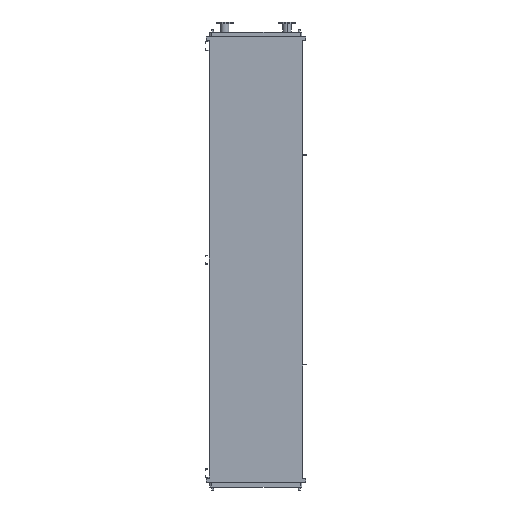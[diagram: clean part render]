
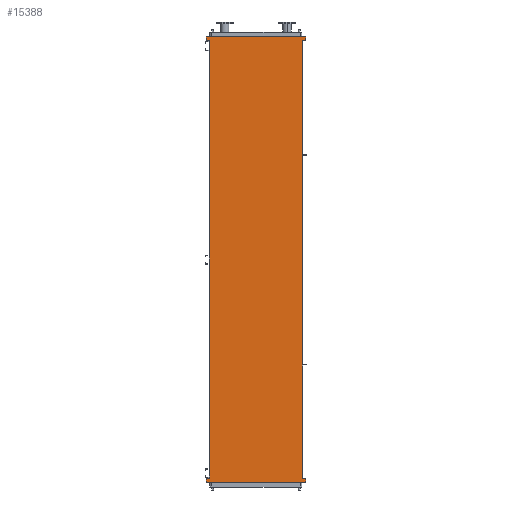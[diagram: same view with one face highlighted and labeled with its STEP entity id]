
A CAD part, front view. The second image highlights one B-rep face of the part: STEP entity #15388.
In plain terms, the highlighted planar face has unit normal (0, -1, 0).
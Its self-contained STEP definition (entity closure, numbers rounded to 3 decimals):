
#97 = VECTOR ( 'NONE', #9169, 1000. ) ;
#177 = VECTOR ( 'NONE', #892, 1000. ) ;
#361 = DIRECTION ( 'NONE',  ( 1., 0., 0. ) ) ;
#459 = EDGE_CURVE ( 'NONE', #10835, #12609, #3887, .T. ) ;
#486 = DIRECTION ( 'NONE',  ( 0., 0., -1. ) ) ;
#643 = CARTESIAN_POINT ( 'NONE',  ( -605., 0., -5650. ) ) ;
#892 = DIRECTION ( 'NONE',  ( 0., 0., 1. ) ) ;
#1010 = ORIENTED_EDGE ( 'NONE', *, *, #459, .F. ) ;
#1234 = LINE ( 'NONE', #7364, #1878 ) ;
#1736 = ORIENTED_EDGE ( 'NONE', *, *, #2939, .F. ) ;
#1742 = FACE_OUTER_BOUND ( 'NONE', #10207, .T. ) ;
#1790 = AXIS2_PLACEMENT_3D ( 'NONE', #643, #14725, #486 ) ;
#1878 = VECTOR ( 'NONE', #12114, 1000. ) ;
#2100 = CARTESIAN_POINT ( 'NONE',  ( -651., 0., 95. ) ) ;
#2685 = EDGE_CURVE ( 'NONE', #7694, #9293, #14682, .T. ) ;
#2712 = CARTESIAN_POINT ( 'NONE',  ( -651., 0., -5693. ) ) ;
#2939 = EDGE_CURVE ( 'NONE', #12707, #11215, #9915, .T. ) ;
#2976 = EDGE_CURVE ( 'NONE', #5782, #11215, #4232, .T. ) ;
#3162 = CARTESIAN_POINT ( 'NONE',  ( -651., 0., -5745. ) ) ;
#3210 = CARTESIAN_POINT ( 'NONE',  ( 605., 0., 43. ) ) ;
#3412 = CARTESIAN_POINT ( 'NONE',  ( 651., 0., -5693. ) ) ;
#3417 = LINE ( 'NONE', #3493, #13261 ) ;
#3451 = ORIENTED_EDGE ( 'NONE', *, *, #8886, .F. ) ;
#3493 = CARTESIAN_POINT ( 'NONE',  ( -605., 0., -5650. ) ) ;
#3887 = LINE ( 'NONE', #12360, #9290 ) ;
#4232 = LINE ( 'NONE', #6863, #177 ) ;
#4303 = EDGE_CURVE ( 'NONE', #10804, #7694, #15027, .T. ) ;
#4372 = CARTESIAN_POINT ( 'NONE',  ( 651., 0., -5745. ) ) ;
#4491 = ORIENTED_EDGE ( 'NONE', *, *, #5296, .F. ) ;
#4849 = VECTOR ( 'NONE', #14704, 1000. ) ;
#4857 = VECTOR ( 'NONE', #11097, 1000. ) ;
#4999 = CARTESIAN_POINT ( 'NONE',  ( -605., 0., 43. ) ) ;
#5178 = CARTESIAN_POINT ( 'NONE',  ( 651., 0., 95. ) ) ;
#5296 = EDGE_CURVE ( 'NONE', #5782, #7313, #1234, .T. ) ;
#5591 = LINE ( 'NONE', #2100, #97 ) ;
#5632 = CARTESIAN_POINT ( 'NONE',  ( -651., 0., -5745. ) ) ;
#5782 = VERTEX_POINT ( 'NONE', #10662 ) ;
#5814 = LINE ( 'NONE', #3412, #9881 ) ;
#6372 = CARTESIAN_POINT ( 'NONE',  ( 651., 0., 43. ) ) ;
#6634 = CARTESIAN_POINT ( 'NONE',  ( 605., 0., 43. ) ) ;
#6863 = CARTESIAN_POINT ( 'NONE',  ( 605., 0., -5650. ) ) ;
#7033 = CARTESIAN_POINT ( 'NONE',  ( 651., 0., 95. ) ) ;
#7313 = VERTEX_POINT ( 'NONE', #14992 ) ;
#7364 = CARTESIAN_POINT ( 'NONE',  ( 605., 0., -5693. ) ) ;
#7694 = VERTEX_POINT ( 'NONE', #5632 ) ;
#7816 = ORIENTED_EDGE ( 'NONE', *, *, #2976, .T. ) ;
#7872 = ORIENTED_EDGE ( 'NONE', *, *, #8905, .F. ) ;
#8697 = LINE ( 'NONE', #6372, #4849 ) ;
#8709 = ORIENTED_EDGE ( 'NONE', *, *, #4303, .F. ) ;
#8886 = EDGE_CURVE ( 'NONE', #9605, #10835, #3417, .T. ) ;
#8887 = DIRECTION ( 'NONE',  ( -1., 0., 0. ) ) ;
#8905 = EDGE_CURVE ( 'NONE', #12609, #10912, #5591, .T. ) ;
#8933 = ORIENTED_EDGE ( 'NONE', *, *, #14383, .F. ) ;
#9111 = CARTESIAN_POINT ( 'NONE',  ( -651., 0., 95. ) ) ;
#9169 = DIRECTION ( 'NONE',  ( 0., 0., 1. ) ) ;
#9218 = VECTOR ( 'NONE', #11594, 1000. ) ;
#9246 = CARTESIAN_POINT ( 'NONE',  ( -605., 0., -5693. ) ) ;
#9290 = VECTOR ( 'NONE', #9873, 1000. ) ;
#9293 = VERTEX_POINT ( 'NONE', #12697 ) ;
#9493 = ORIENTED_EDGE ( 'NONE', *, *, #13502, .F. ) ;
#9605 = VERTEX_POINT ( 'NONE', #9246 ) ;
#9695 = CARTESIAN_POINT ( 'NONE',  ( -651., 0., 43. ) ) ;
#9873 = DIRECTION ( 'NONE',  ( -1., 0., 0. ) ) ;
#9881 = VECTOR ( 'NONE', #12979, 1000. ) ;
#9915 = LINE ( 'NONE', #6634, #10353 ) ;
#10207 = EDGE_LOOP ( 'NONE', ( #7816, #1736, #8933, #10619, #7872, #1010, #3451, #15132, #12450, #8709, #9493, #4491 ) ) ;
#10353 = VECTOR ( 'NONE', #8887, 1000. ) ;
#10391 = LINE ( 'NONE', #7033, #15116 ) ;
#10487 = DIRECTION ( 'NONE',  ( 0., 0., 1. ) ) ;
#10619 = ORIENTED_EDGE ( 'NONE', *, *, #13904, .F. ) ;
#10662 = CARTESIAN_POINT ( 'NONE',  ( 605., 0., -5693. ) ) ;
#10804 = VERTEX_POINT ( 'NONE', #13477 ) ;
#10835 = VERTEX_POINT ( 'NONE', #4999 ) ;
#10912 = VERTEX_POINT ( 'NONE', #9111 ) ;
#11097 = DIRECTION ( 'NONE',  ( 0., 0., 1. ) ) ;
#11140 = PLANE ( 'NONE',  #1790 ) ;
#11215 = VERTEX_POINT ( 'NONE', #3210 ) ;
#11594 = DIRECTION ( 'NONE',  ( -1., 0., 0. ) ) ;
#11764 = VERTEX_POINT ( 'NONE', #5178 ) ;
#11803 = EDGE_CURVE ( 'NONE', #9293, #9605, #14602, .T. ) ;
#12114 = DIRECTION ( 'NONE',  ( 1., 0., 0. ) ) ;
#12360 = CARTESIAN_POINT ( 'NONE',  ( -651., 0., 43. ) ) ;
#12450 = ORIENTED_EDGE ( 'NONE', *, *, #2685, .F. ) ;
#12609 = VERTEX_POINT ( 'NONE', #9695 ) ;
#12697 = CARTESIAN_POINT ( 'NONE',  ( -651., 0., -5693. ) ) ;
#12707 = VERTEX_POINT ( 'NONE', #14905 ) ;
#12979 = DIRECTION ( 'NONE',  ( 0., 0., -1. ) ) ;
#13261 = VECTOR ( 'NONE', #10487, 1000. ) ;
#13320 = VECTOR ( 'NONE', #361, 1000. ) ;
#13477 = CARTESIAN_POINT ( 'NONE',  ( 651., 0., -5745. ) ) ;
#13502 = EDGE_CURVE ( 'NONE', #7313, #10804, #5814, .T. ) ;
#13904 = EDGE_CURVE ( 'NONE', #10912, #11764, #10391, .T. ) ;
#14383 = EDGE_CURVE ( 'NONE', #11764, #12707, #8697, .T. ) ;
#14602 = LINE ( 'NONE', #2712, #13320 ) ;
#14682 = LINE ( 'NONE', #3162, #4857 ) ;
#14704 = DIRECTION ( 'NONE',  ( 0., 0., -1. ) ) ;
#14725 = DIRECTION ( 'NONE',  ( 0., -1., 0. ) ) ;
#14905 = CARTESIAN_POINT ( 'NONE',  ( 651., 0., 43. ) ) ;
#14992 = CARTESIAN_POINT ( 'NONE',  ( 651., 0., -5693. ) ) ;
#15027 = LINE ( 'NONE', #4372, #9218 ) ;
#15116 = VECTOR ( 'NONE', #15143, 1000. ) ;
#15132 = ORIENTED_EDGE ( 'NONE', *, *, #11803, .F. ) ;
#15143 = DIRECTION ( 'NONE',  ( 1., 0., 0. ) ) ;
#15388 = ADVANCED_FACE ( 'NONE', ( #1742 ), #11140, .T. ) ;
